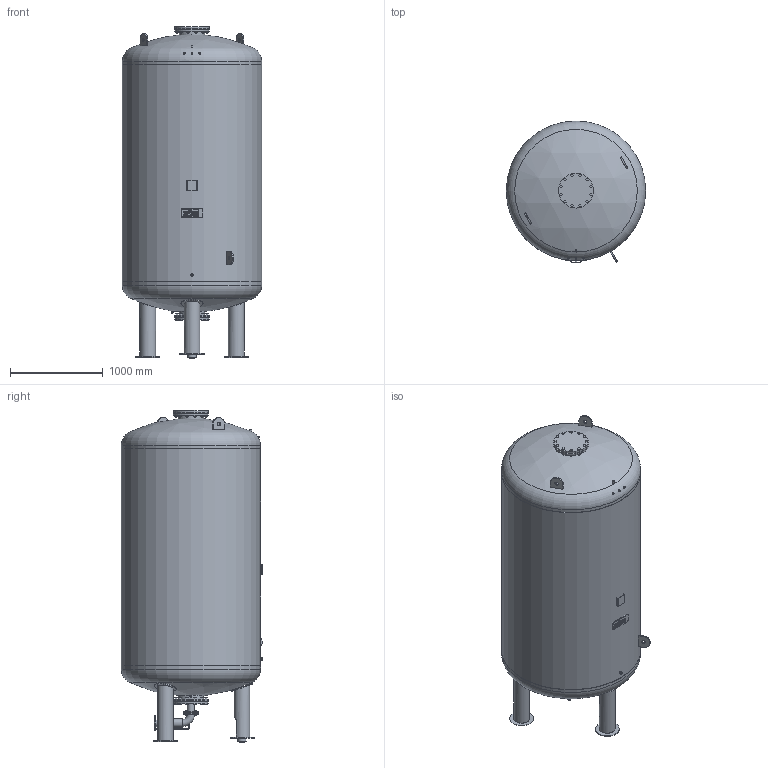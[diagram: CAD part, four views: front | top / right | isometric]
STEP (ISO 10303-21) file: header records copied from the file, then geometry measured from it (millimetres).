
FILE_DESCRIPTION(/* description */ (''),/* implementation_level */ '2;1');
FILE_NAME(/* name */ '3d_ReflexomatRG5000_6bar-8650805.stp',/* time_stamp */ '2024-09-24T14:54:36+02:00',/* author */ ('Andrzej'),/* organization */ (''),/* preprocessor_version */ 'ST-DEVELOPER v16.13',/* originating_system */ 'AutoCAD Mechanical',/* authorisation */ '');
FILE_SCHEMA (('AUTOMOTIVE_DESIGN { 1 0 10303 214 3 1 1 }'));
Length unit declared in the file: millimetre
Products named in the file (1): Product
Bounding box: 1500 x 1524 x 3575 mm (x, y, z)
Volume: 4961262740.6 mm3; surface area: 26813217.3 mm2
Topology: 29 solids, 31 shells, 976 faces, 2306 edges, 1516 vertices
Faces by surface type: plane 674, cylinder 219, cone 53, torus 18, sphere 12
Full cylindrical faces by diameter (mm): 3 x1, 10 x2, 10.3 x1, 11.445 x3, 12 x9, 14 x12, 14.95 x1, 16 x48, 18.5 x3, 18.9 x1, 19 x1, 21.3 x3, 25.4 x1, 26.6 x1, 26.9 x1, 27 x1, 38 x3, 76.1 x5, 90 x1, 92.1 x1, 159.3 x2, 160 x3, 161.1 x1, 168.3 x3, 240 x3, 260 x2, 260.4 x2, 272.4 x1, 273 x1, 375 x4
Entity records: 27589 total; most frequent: CARTESIAN_POINT 5443, DIRECTION 4526, ORIENTED_EDGE 4136, EDGE_CURVE 2068, LINE 1524, VECTOR 1524, AXIS2_PLACEMENT_3D 1501, VERTEX_POINT 1470
